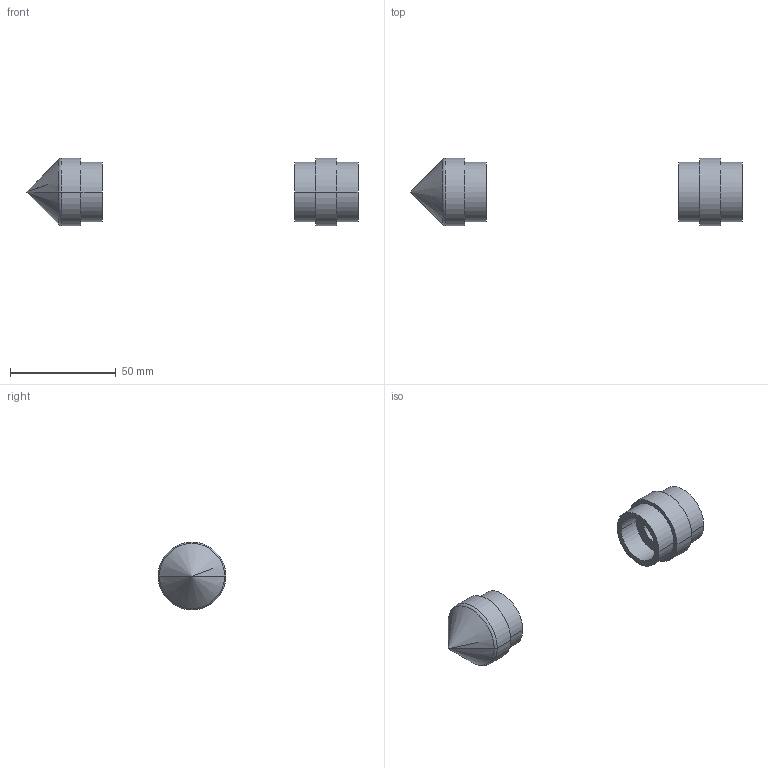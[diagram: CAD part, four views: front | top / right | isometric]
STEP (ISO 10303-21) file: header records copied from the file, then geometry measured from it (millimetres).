
FILE_DESCRIPTION (( 'STEP AP203' ), '1' );
FILE_NAME ('M403AA.STEP', '2022-09-15T11:26:06', ( '' ), ( '' ), 'SwSTEP 2.0', 'SolidWorks 2019', '' );
FILE_SCHEMA (( 'CONFIG_CONTROL_DESIGN' ));
Length unit declared in the file: millimetre
Products named in the file (1): M403AA
Bounding box: 157 x 32 x 32 mm (x, y, z)
Volume: 25730.7 mm3; surface area: 10563.9 mm2
Topology: 2 solids, 2 shells, 37 faces, 74 edges, 47 vertices
Faces by surface type: cylinder 22, plane 11, torus 2, cone 2
Entity records: 1049 total; most frequent: DIRECTION 196, CARTESIAN_POINT 157, ORIENTED_EDGE 144, AXIS2_PLACEMENT_3D 86, EDGE_CURVE 72, CIRCLE 48, EDGE_LOOP 47, VERTEX_POINT 47
